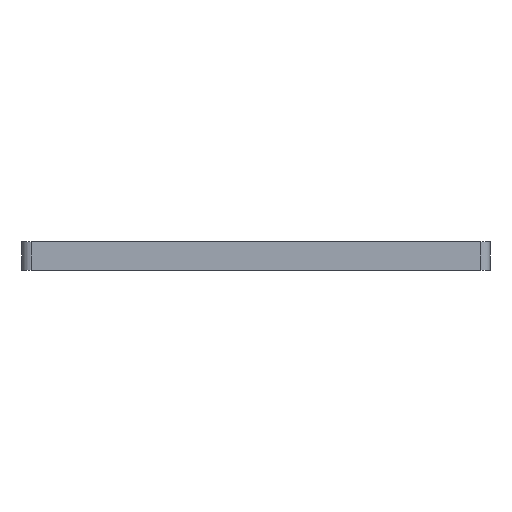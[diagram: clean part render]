
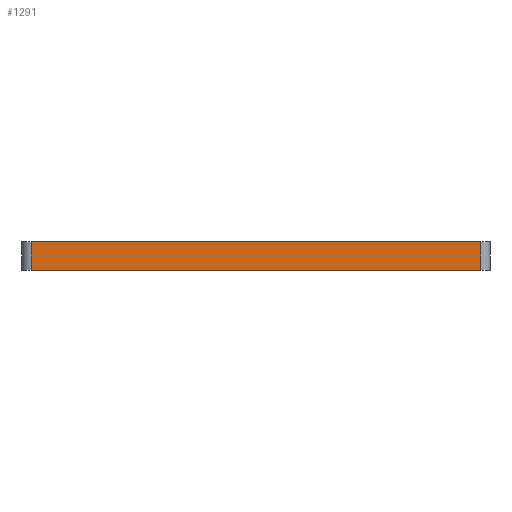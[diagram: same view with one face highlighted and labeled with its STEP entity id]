
A CAD part, left-side view. The second image highlights one B-rep face of the part: STEP entity #1291.
In plain terms, the highlighted planar face has unit normal (-1, 0, 0).
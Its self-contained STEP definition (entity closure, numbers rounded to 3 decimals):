
#134=CARTESIAN_POINT('Vertex',(0.,245.,15.)) ;
#137=CARTESIAN_POINT('Line Origine',(0.,125.,15.)) ;
#141=CARTESIAN_POINT('Vertex',(0.,5.,15.)) ;
#1261=CARTESIAN_POINT('Axis2P3D Location',(0.,250.,0.)) ;
#1266=CARTESIAN_POINT('Line Origine',(0.,245.,7.5)) ;
#1270=CARTESIAN_POINT('Vertex',(0.,245.,0.)) ;
#1273=CARTESIAN_POINT('Line Origine',(0.,125.,0.)) ;
#1277=CARTESIAN_POINT('Vertex',(0.,5.,0.)) ;
#1280=CARTESIAN_POINT('Line Origine',(0.,5.,7.5)) ;
#139=VECTOR('Line Direction',#138,1.) ;
#1268=VECTOR('Line Direction',#1267,1.) ;
#1275=VECTOR('Line Direction',#1274,1.) ;
#1282=VECTOR('Line Direction',#1281,1.) ;
#138=DIRECTION('Vector Direction',(0.,-1.,0.)) ;
#1262=DIRECTION('Axis2P3D Direction',(-1.,0.,0.)) ;
#1263=DIRECTION('Axis2P3D XDirection',(0.,-1.,0.)) ;
#1267=DIRECTION('Vector Direction',(0.,0.,1.)) ;
#1274=DIRECTION('Vector Direction',(0.,-1.,0.)) ;
#1281=DIRECTION('Vector Direction',(0.,0.,1.)) ;
#1264=AXIS2_PLACEMENT_3D('Plane Axis2P3D',#1261,#1262,#1263) ;
#140=LINE('Line',#137,#139) ;
#1269=LINE('Line',#1266,#1268) ;
#1276=LINE('Line',#1273,#1275) ;
#1283=LINE('Line',#1280,#1282) ;
#1265=PLANE('',#1264) ;
#143=EDGE_CURVE('',#135,#142,#140,.T.) ;
#1272=EDGE_CURVE('',#1271,#135,#1269,.T.) ;
#1279=EDGE_CURVE('',#1271,#1278,#1276,.T.) ;
#1284=EDGE_CURVE('',#1278,#142,#1283,.T.) ;
#1285=EDGE_LOOP('',(#1286,#1287,#1288,#1289)) ;
#1286=ORIENTED_EDGE('',*,*,#143,.F.) ;
#1287=ORIENTED_EDGE('',*,*,#1272,.F.) ;
#1288=ORIENTED_EDGE('',*,*,#1279,.T.) ;
#1289=ORIENTED_EDGE('',*,*,#1284,.T.) ;
#135=VERTEX_POINT('',#134) ;
#142=VERTEX_POINT('',#141) ;
#1271=VERTEX_POINT('',#1270) ;
#1278=VERTEX_POINT('',#1277) ;
#1291=ADVANCED_FACE('Corps principal',(#1290),#1265,.T.) ;
#1290=FACE_OUTER_BOUND('',#1285,.T.) ;
